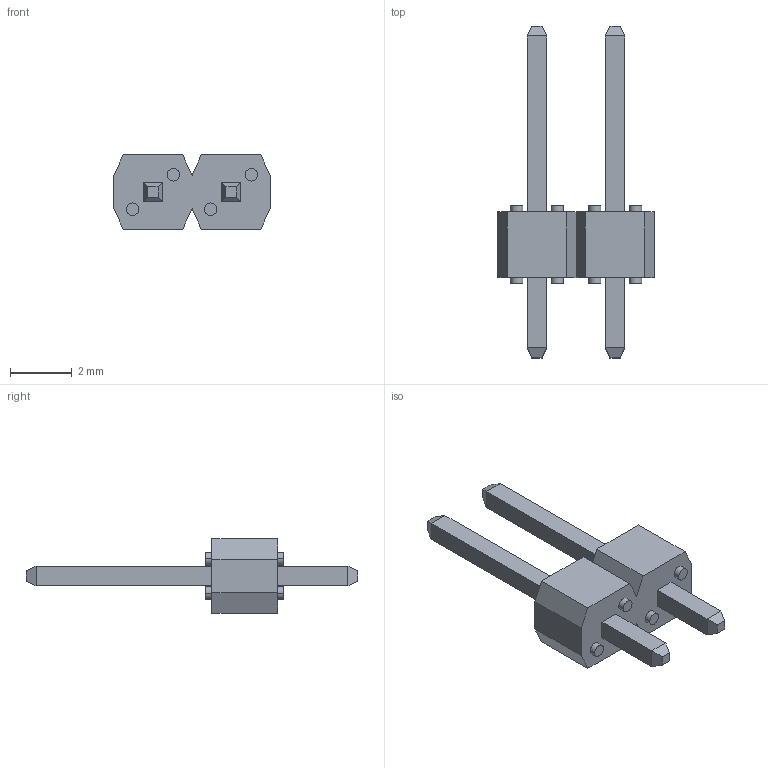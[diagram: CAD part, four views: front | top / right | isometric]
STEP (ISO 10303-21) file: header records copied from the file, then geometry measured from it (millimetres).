
FILE_DESCRIPTION((''),'2;1');
FILE_NAME('68000-X02','2019-08-21T',('KumarP'),('AFCI'),'CREO PARAMETRIC BY PTC INC, 2016130','CREO PARAMETRIC BY PTC INC, 2016130','');
FILE_SCHEMA(('CONFIG_CONTROL_DESIGN'));
Length unit declared in the file: millimetre
Products named in the file (1): 68000-X02
Bounding box: 5.08 x 10.79 x 2.41 mm (x, y, z)
Volume: 31.4 mm3; surface area: 100.8 mm2
Topology: 1 solids, 1 shells, 76 faces, 170 edges, 108 vertices
Faces by surface type: plane 60, cylinder 16
Entity records: 2116 total; most frequent: DIRECTION 354, CARTESIAN_POINT 354, ORIENTED_EDGE 340, EDGE_CURVE 170, VECTOR 138, LINE 138, AXIS2_PLACEMENT_3D 108, VERTEX_POINT 108
